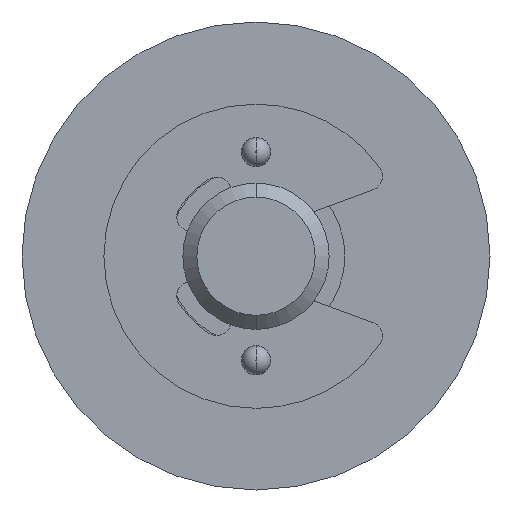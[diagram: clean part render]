
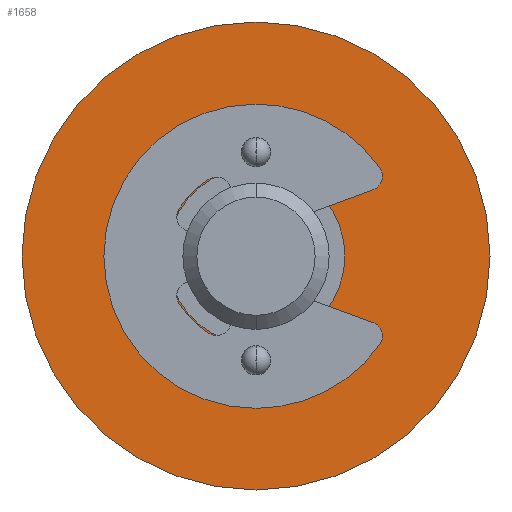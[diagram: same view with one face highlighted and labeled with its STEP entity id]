
A CAD part, front view. The second image highlights one B-rep face of the part: STEP entity #1658.
In plain terms, the highlighted planar face has unit normal (0, -1, 0).
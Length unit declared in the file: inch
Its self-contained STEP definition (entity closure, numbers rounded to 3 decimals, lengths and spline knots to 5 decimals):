
#19 = AXIS2_PLACEMENT_3D ( 'NONE', #514, #2079, #747 ) ;
#61 = PLANE ( 'NONE',  #19 ) ;
#110 = VERTEX_POINT ( 'NONE', #1302 ) ;
#215 = CIRCLE ( 'NONE', #1516, 0.5 ) ;
#245 = EDGE_CURVE ( 'NONE', #110, #1921, #584, .T. ) ;
#514 = CARTESIAN_POINT ( 'NONE',  ( -0.19, -1.6285, 0.00051 ) ) ;
#524 = CARTESIAN_POINT ( 'NONE',  ( 0., -1.6285, 0.19051 ) ) ;
#528 = ORIENTED_EDGE ( 'NONE', *, *, #2431, .T. ) ;
#584 = CIRCLE ( 'NONE', #1023, 0.19 ) ;
#686 = FACE_BOUND ( 'NONE', #927, .T. ) ;
#747 = DIRECTION ( 'NONE',  ( 0., 0., -1. ) ) ;
#871 = EDGE_CURVE ( 'NONE', #1301, #1469, #215, .T. ) ;
#927 = EDGE_LOOP ( 'NONE', ( #2384, #1786 ) ) ;
#935 = CARTESIAN_POINT ( 'NONE',  ( 0., -1.6285, -0.49949 ) ) ;
#1021 = CARTESIAN_POINT ( 'NONE',  ( 0., -1.6285, 0.00051 ) ) ;
#1023 = AXIS2_PLACEMENT_3D ( 'NONE', #2511, #1167, #2739 ) ;
#1167 = DIRECTION ( 'NONE',  ( 0., -1., 0. ) ) ;
#1237 = DIRECTION ( 'NONE',  ( 0., 0., -1. ) ) ;
#1251 = DIRECTION ( 'NONE',  ( 0., -1., 0. ) ) ;
#1286 = DIRECTION ( 'NONE',  ( 0., -1., 0. ) ) ;
#1301 = VERTEX_POINT ( 'NONE', #1346 ) ;
#1302 = CARTESIAN_POINT ( 'NONE',  ( 0., -1.6285, -0.18949 ) ) ;
#1346 = CARTESIAN_POINT ( 'NONE',  ( 0., -1.6285, 0.50051 ) ) ;
#1469 = VERTEX_POINT ( 'NONE', #935 ) ;
#1516 = AXIS2_PLACEMENT_3D ( 'NONE', #2626, #1286, #2852 ) ;
#1569 = EDGE_LOOP ( 'NONE', ( #528, #1687 ) ) ;
#1658 = ADVANCED_FACE ( 'NONE', ( #2389, #686 ), #61, .T. ) ;
#1687 = ORIENTED_EDGE ( 'NONE', *, *, #871, .T. ) ;
#1786 = ORIENTED_EDGE ( 'NONE', *, *, #2147, .F. ) ;
#1921 = VERTEX_POINT ( 'NONE', #524 ) ;
#2079 = DIRECTION ( 'NONE',  ( 0., -1., 0. ) ) ;
#2147 = EDGE_CURVE ( 'NONE', #1921, #110, #2549, .T. ) ;
#2239 = AXIS2_PLACEMENT_3D ( 'NONE', #1021, #2572, #1237 ) ;
#2384 = ORIENTED_EDGE ( 'NONE', *, *, #245, .F. ) ;
#2389 = FACE_OUTER_BOUND ( 'NONE', #1569, .T. ) ;
#2431 = EDGE_CURVE ( 'NONE', #1469, #1301, #2509, .T. ) ;
#2509 = CIRCLE ( 'NONE', #2239, 0.5 ) ;
#2511 = CARTESIAN_POINT ( 'NONE',  ( 0., -1.6285, 0.00051 ) ) ;
#2549 = CIRCLE ( 'NONE', #2745, 0.19 ) ;
#2572 = DIRECTION ( 'NONE',  ( 0., -1., 0. ) ) ;
#2591 = CARTESIAN_POINT ( 'NONE',  ( 0., -1.6285, 0.00051 ) ) ;
#2626 = CARTESIAN_POINT ( 'NONE',  ( 0., -1.6285, 0.00051 ) ) ;
#2739 = DIRECTION ( 'NONE',  ( 0., 0., -1. ) ) ;
#2745 = AXIS2_PLACEMENT_3D ( 'NONE', #2591, #1251, #2815 ) ;
#2815 = DIRECTION ( 'NONE',  ( 0., 0., -1. ) ) ;
#2852 = DIRECTION ( 'NONE',  ( 0., 0., -1. ) ) ;
